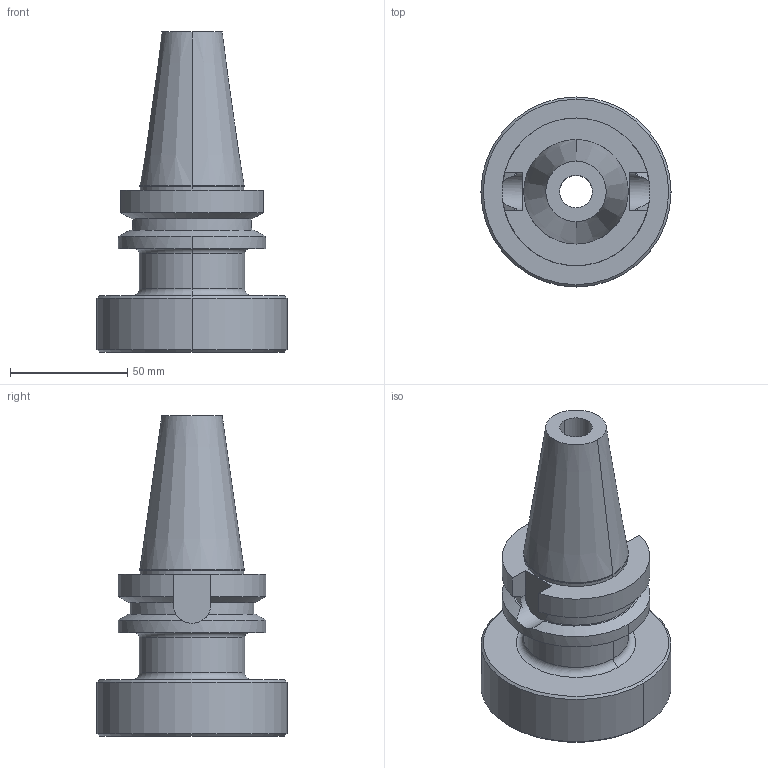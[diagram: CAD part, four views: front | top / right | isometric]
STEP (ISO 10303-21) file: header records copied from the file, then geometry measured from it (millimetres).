
FILE_DESCRIPTION((''),'2;1');
FILE_NAME('8432908169','2022-02-16T14:50:41',('thiemer'),(''),'CREO PARAMETRIC BY PTC INC, 2021164','CREO PARAMETRIC BY PTC INC, 2021164','');
FILE_SCHEMA(('AUTOMOTIVE_DESIGN { 1 0 10303 214 1 1 1 1 }'));
Length unit declared in the file: millimetre
Products named in the file (1): 8432908169
Bounding box: 81 x 81 x 136.4 mm (x, y, z)
Volume: 231660.1 mm3; surface area: 41948.3 mm2
Topology: 1 solids, 1 shells, 51 faces, 122 edges, 78 vertices
Faces by surface type: cylinder 18, plane 17, cone 12, torus 4
Entity records: 2281 total; most frequent: CARTESIAN_POINT 390, DIRECTION 308, ORIENTED_EDGE 244, PRESENTATION_STYLE_ASSIGNMENT 136, STYLED_ITEM 136, CURVE_STYLE 135, AXIS2_PLACEMENT_3D 124, EDGE_CURVE 122
